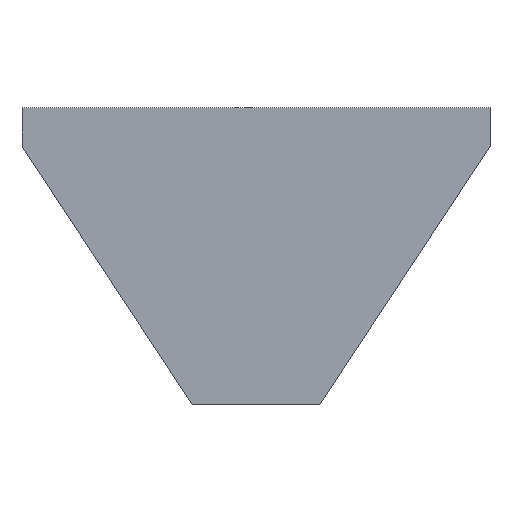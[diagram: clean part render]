
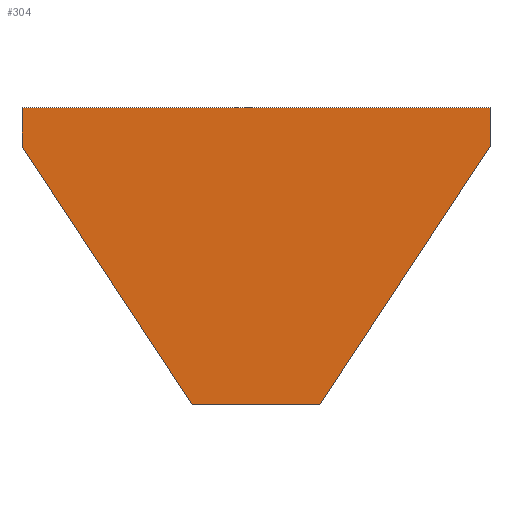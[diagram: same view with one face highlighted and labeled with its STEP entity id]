
A CAD part, top view. The second image highlights one B-rep face of the part: STEP entity #304.
In plain terms, the highlighted planar face has unit normal (0, 0, 1).
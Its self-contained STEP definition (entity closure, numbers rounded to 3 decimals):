
#153=CARTESIAN_POINT('',(-37.311,-84.836,10.0));
#154=VERTEX_POINT('',#153);
#161=CARTESIAN_POINT('',(-136.618,65.826,10.0));
#162=VERTEX_POINT('',#161);
#163=CARTESIAN_POINT('',(-136.618,65.826,10.0));
#164=DIRECTION('',(0.55,-0.835,0.0));
#165=VECTOR('',#164,180.446);
#166=LINE('',#163,#165);
#167=EDGE_CURVE('',#162,#154,#166,.T.);
#184=CARTESIAN_POINT('',(37.311,-84.836,10.0));
#185=VERTEX_POINT('',#184);
#192=CARTESIAN_POINT('',(37.311,-84.836,10.0));
#193=DIRECTION('',(-1.0,0.0,0.0));
#194=VECTOR('',#193,74.622);
#195=LINE('',#192,#194);
#196=EDGE_CURVE('',#185,#154,#195,.T.);
#208=CARTESIAN_POINT('',(136.618,65.826,10.0));
#209=VERTEX_POINT('',#208);
#216=CARTESIAN_POINT('',(136.618,65.826,10.0));
#217=DIRECTION('',(-0.55,-0.835,0.0));
#218=VECTOR('',#217,180.446);
#219=LINE('',#216,#218);
#220=EDGE_CURVE('',#209,#185,#219,.T.);
#232=CARTESIAN_POINT('',(136.618,88.241,10.0));
#233=VERTEX_POINT('',#232);
#240=CARTESIAN_POINT('',(136.618,88.241,10.0));
#241=DIRECTION('',(0.0,-1.0,0.0));
#242=VECTOR('',#241,22.415);
#243=LINE('',#240,#242);
#244=EDGE_CURVE('',#233,#209,#243,.T.);
#256=CARTESIAN_POINT('',(-136.618,88.241,10.0));
#257=VERTEX_POINT('',#256);
#264=CARTESIAN_POINT('',(136.618,88.241,10.0));
#265=DIRECTION('',(-1.0,0.0,0.0));
#266=VECTOR('',#265,273.235);
#267=LINE('',#264,#266);
#268=EDGE_CURVE('',#233,#257,#267,.T.);
#281=CARTESIAN_POINT('',(-136.618,88.241,10.0));
#282=DIRECTION('',(0.0,-1.0,0.0));
#283=VECTOR('',#282,22.415);
#284=LINE('',#281,#283);
#285=EDGE_CURVE('',#257,#162,#284,.T.);
#291=CARTESIAN_POINT('',(0.0,0.0,10.0));
#292=DIRECTION('',(0.0,0.0,1.0));
#293=DIRECTION('',(1.0,0.0,-0.0));
#294=AXIS2_PLACEMENT_3D('',#291,#292,#293);
#295=PLANE('',#294);
#296=ORIENTED_EDGE('',*,*,#167,.T.);
#297=ORIENTED_EDGE('',*,*,#196,.F.);
#298=ORIENTED_EDGE('',*,*,#220,.F.);
#299=ORIENTED_EDGE('',*,*,#244,.F.);
#300=ORIENTED_EDGE('',*,*,#268,.T.);
#301=ORIENTED_EDGE('',*,*,#285,.T.);
#302=EDGE_LOOP('',(#296,#297,#298,#299,#300,#301));
#303=FACE_BOUND('',#302,.T.);
#304=ADVANCED_FACE('',(#303),#295,.T.);
